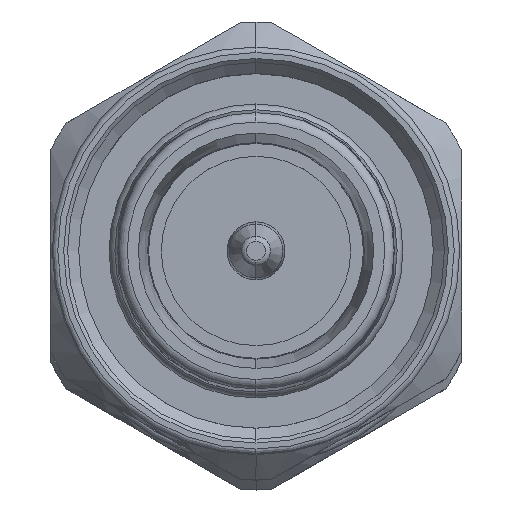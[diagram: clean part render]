
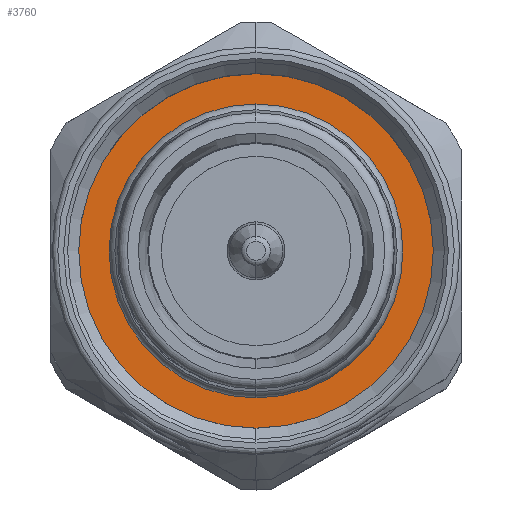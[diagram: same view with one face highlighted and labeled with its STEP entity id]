
A CAD part, top view. The second image highlights one B-rep face of the part: STEP entity #3760.
In plain terms, the highlighted face is planar.
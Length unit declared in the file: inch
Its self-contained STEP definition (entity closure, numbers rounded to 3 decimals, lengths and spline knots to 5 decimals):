
#192 = DIRECTION ( 'NONE',  ( -1., 0., 0. ) ) ;
#213 = EDGE_CURVE ( 'NONE', #458, #2262, #1439, .T. ) ;
#324 = EDGE_CURVE ( 'NONE', #2262, #458, #4116, .T. ) ;
#350 = CIRCLE ( 'NONE', #2586, 0.37364 ) ;
#431 = EDGE_CURVE ( 'NONE', #2473, #3694, #581, .T. ) ;
#458 = VERTEX_POINT ( 'NONE', #1258 ) ;
#581 = CIRCLE ( 'NONE', #2959, 0.37364 ) ;
#586 = DIRECTION ( 'NONE',  ( 1., 0., 0. ) ) ;
#666 = EDGE_LOOP ( 'NONE', ( #3549, #2024 ) ) ;
#672 = DIRECTION ( 'NONE',  ( 0., -1., 0. ) ) ;
#740 = DIRECTION ( 'NONE',  ( -1., 0., 0. ) ) ;
#780 = DIRECTION ( 'NONE',  ( -1., 0., 0. ) ) ;
#995 = CARTESIAN_POINT ( 'NONE',  ( 0.33143, -0.29729, 0. ) ) ;
#1136 = ORIENTED_EDGE ( 'NONE', *, *, #213, .F. ) ;
#1184 = PLANE ( 'NONE',  #1790 ) ;
#1258 = CARTESIAN_POINT ( 'NONE',  ( 0.33143, 0.29729, 0. ) ) ;
#1439 = CIRCLE ( 'NONE', #1507, 0.29729 ) ;
#1507 = AXIS2_PLACEMENT_3D ( 'NONE', #1703, #3084, #672 ) ;
#1703 = CARTESIAN_POINT ( 'NONE',  ( 0.33143, 0., 0. ) ) ;
#1790 = AXIS2_PLACEMENT_3D ( 'NONE', #4006, #586, #1948 ) ;
#1948 = DIRECTION ( 'NONE',  ( 0., 1., 0. ) ) ;
#2024 = ORIENTED_EDGE ( 'NONE', *, *, #431, .T. ) ;
#2106 = DIRECTION ( 'NONE',  ( 0., -1., 0. ) ) ;
#2125 = CARTESIAN_POINT ( 'NONE',  ( 0.33143, 0., 0. ) ) ;
#2255 = ORIENTED_EDGE ( 'NONE', *, *, #324, .F. ) ;
#2262 = VERTEX_POINT ( 'NONE', #995 ) ;
#2473 = VERTEX_POINT ( 'NONE', #3752 ) ;
#2586 = AXIS2_PLACEMENT_3D ( 'NONE', #2634, #192, #2594 ) ;
#2594 = DIRECTION ( 'NONE',  ( 0., -1., 0. ) ) ;
#2634 = CARTESIAN_POINT ( 'NONE',  ( 0.33143, 0., 0. ) ) ;
#2746 = AXIS2_PLACEMENT_3D ( 'NONE', #2125, #780, #3531 ) ;
#2959 = AXIS2_PLACEMENT_3D ( 'NONE', #3569, #740, #2106 ) ;
#3084 = DIRECTION ( 'NONE',  ( -1., 0., 0. ) ) ;
#3274 = FACE_BOUND ( 'NONE', #4003, .T. ) ;
#3293 = CARTESIAN_POINT ( 'NONE',  ( 0.33143, -0.37364, 0. ) ) ;
#3315 = FACE_OUTER_BOUND ( 'NONE', #666, .T. ) ;
#3531 = DIRECTION ( 'NONE',  ( 0., -1., 0. ) ) ;
#3549 = ORIENTED_EDGE ( 'NONE', *, *, #3704, .T. ) ;
#3569 = CARTESIAN_POINT ( 'NONE',  ( 0.33143, 0., 0. ) ) ;
#3694 = VERTEX_POINT ( 'NONE', #3293 ) ;
#3704 = EDGE_CURVE ( 'NONE', #3694, #2473, #350, .T. ) ;
#3752 = CARTESIAN_POINT ( 'NONE',  ( 0.33143, 0.37364, 0. ) ) ;
#3760 = ADVANCED_FACE ( 'NONE', ( #3274, #3315 ), #1184, .F. ) ;
#4003 = EDGE_LOOP ( 'NONE', ( #2255, #1136 ) ) ;
#4006 = CARTESIAN_POINT ( 'NONE',  ( 0.33143, 0., 0. ) ) ;
#4116 = CIRCLE ( 'NONE', #2746, 0.29729 ) ;
